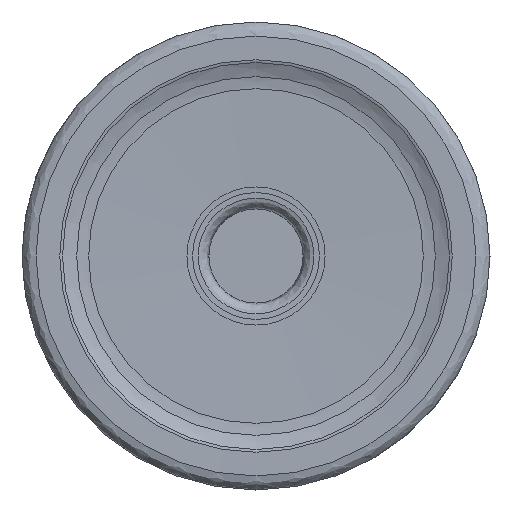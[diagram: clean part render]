
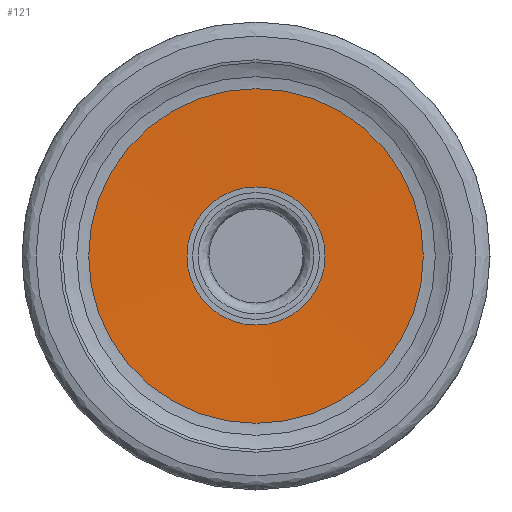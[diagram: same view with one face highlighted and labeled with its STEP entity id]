
A CAD part, left-side view. The second image highlights one B-rep face of the part: STEP entity #121.
In plain terms, the highlighted face is a revolution surface.
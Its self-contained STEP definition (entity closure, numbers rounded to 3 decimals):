
#121=ADVANCED_FACE('',(#272,#273),#168,.T.);
#168=SURFACE_OF_REVOLUTION('',#214,#191);
#191=AXIS1_PLACEMENT('',#1171,#859);
#214=B_SPLINE_CURVE_WITH_KNOTS('',5,(#1165,#1166,#1167,#1168,#1169,#1170),
 .UNSPECIFIED.,.F.,.F.,(6,6),(0.,1.),.UNSPECIFIED.);
#272=FACE_BOUND('',#361,.T.);
#273=FACE_BOUND('',#362,.T.);
#361=EDGE_LOOP('',(#455));
#362=EDGE_LOOP('',(#456));
#455=ORIENTED_EDGE('',*,*,#619,.F.);
#456=ORIENTED_EDGE('',*,*,#618,.T.);
#561=VERTEX_POINT('',#1155);
#562=VERTEX_POINT('',#1164);
#618=EDGE_CURVE('',#561,#561,#682,.T.);
#619=EDGE_CURVE('',#562,#562,#683,.T.);
#682=CIRCLE('',#732,5.736);
#683=CIRCLE('',#733,2.368);
#732=AXIS2_PLACEMENT_3D('',#1154,#854,#855);
#733=AXIS2_PLACEMENT_3D('',#1163,#857,#858);
#854=DIRECTION('',(-1.,0.,0.));
#855=DIRECTION('',(0.,0.,1.));
#857=DIRECTION('',(-1.,0.,0.));
#858=DIRECTION('',(0.,0.,1.));
#859=DIRECTION('',(-1.,0.,0.));
#1154=CARTESIAN_POINT('',(-0.652,0.,0.));
#1155=CARTESIAN_POINT('',(-0.652,0.,5.736));
#1163=CARTESIAN_POINT('',(-0.551,0.,0.));
#1164=CARTESIAN_POINT('',(-0.551,0.,2.368));
#1165=CARTESIAN_POINT('',(-0.652,0.,5.736));
#1166=CARTESIAN_POINT('',(-0.632,0.,5.062));
#1167=CARTESIAN_POINT('',(-0.612,0.,4.389));
#1168=CARTESIAN_POINT('',(-0.592,0.,3.715));
#1169=CARTESIAN_POINT('',(-0.571,0.,3.041));
#1170=CARTESIAN_POINT('',(-0.551,0.,2.368));
#1171=CARTESIAN_POINT('',(0.,0.,0.));
